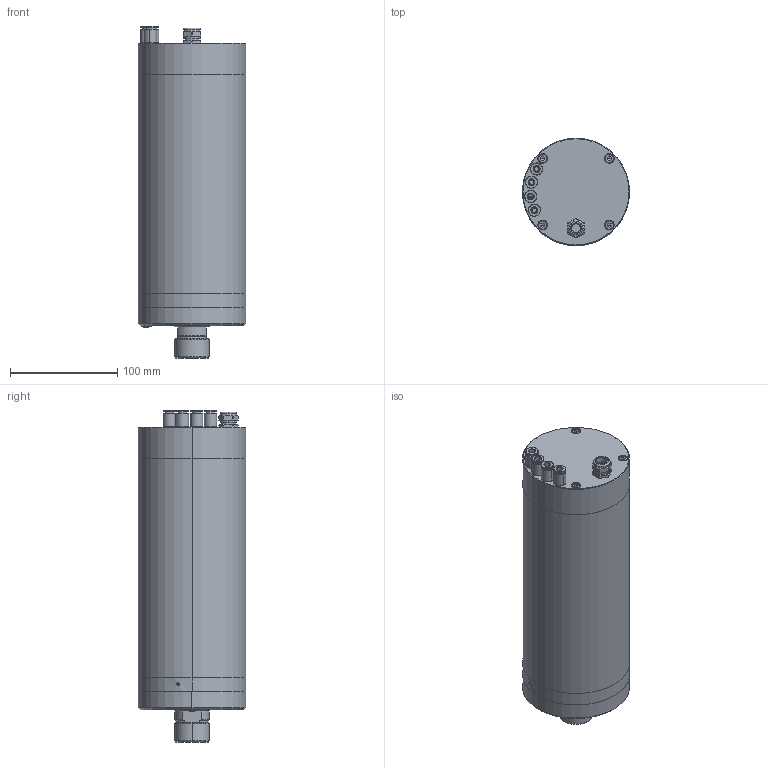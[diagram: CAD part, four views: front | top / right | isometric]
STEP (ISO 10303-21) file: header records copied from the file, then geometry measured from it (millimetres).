
FILE_DESCRIPTION (( 'STEP AP203' ), '1' );
FILE_NAME ('GDK100-24Z-7.5.STEP', '2024-10-11T05:17:08', ( '萇齟' ), ( '' ), 'SwSTEP 2.0', 'SolidWorks 2018', '' );
FILE_SCHEMA (( 'CONFIG_CONTROL_DESIGN' ));
Length unit declared in the file: millimetre
Products named in the file (39): GDK100-24Z-7.5-01 儂褲窒璃; GBT70.1_M5¡Á35; Y10036-S1翉臏餵沭; Y10036-S1菜え1; GBT78_M3｡ﾁ4; GBT70.1_M5¡Á30; 粣創7007C; GBT70.1_M3｡ﾁ6; Y10036-S1傷窒橈埽喳え; M12x1.25踢扽跡擘芛S16-耳8; Y10036-S1ヶ裔; Y10036-S1堤盄釱; GBT70.1_M3｡ﾁ8; す算遠; GDK100-24Z-7.5-04-1 粣; Y10036-S1滅鳥欶; GDK100-24Z-7.5; GBT70.1_M4¡Á16; JBT7590_D47; Y10036-S1菜え2; Y10036-S1绕组; GDK100-24Z-7.5-04 蛌赽粣; Y10036-S1ヶ蹟譫; G1-8-6; GDK100-24Z-7.5-01-1 儂褲; Y10036-S1隅赽喳え; 嵌入式万向喷嘴JCXR-10mm-M4-POM-橘黄色; GDK100-24Z-7.5-02; Y10036-S1蛌赽沺陑; 粣創7005C; Y10036-S1綴蹟譫; GDK100-24Z-7.5-01-2 詩杶; GBT70.1_M5¡Á16
Assembly tree (22 placements, depth 3):
  Y10036-S1翉臏餵沭
  Y10036-S1菜え1
  GBT70.1_M5¡Á30
  粣創7007C
  GBT70.1_M3｡ﾁ6
Bounding box: 100 x 100 x 310 mm (x, y, z)
Volume: 310786.2 mm3; surface area: 215573 mm2
Topology: 21 solids, 21 shells, 496 faces, 1149 edges, 718 vertices
Faces by surface type: cylinder 188, plane 175, cone 87, torus 42, sphere 4
Entity records: 15321 total; most frequent: CARTESIAN_POINT 2673, DIRECTION 2013, ORIENTED_EDGE 1774, EDGE_CURVE 887, AXIS2_PLACEMENT_3D 818, VERTEX_POINT 568, EDGE_LOOP 463, CIRCLE 409
